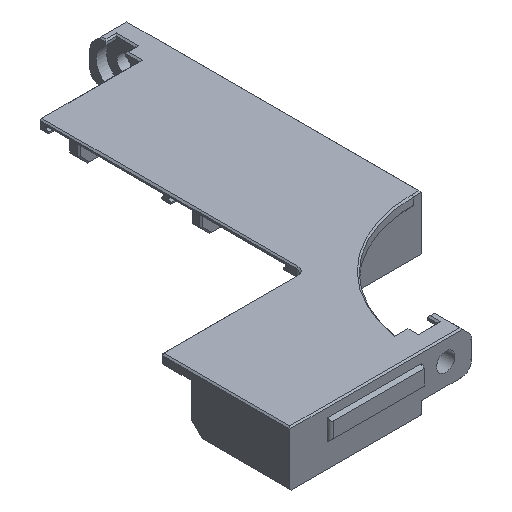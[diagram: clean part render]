
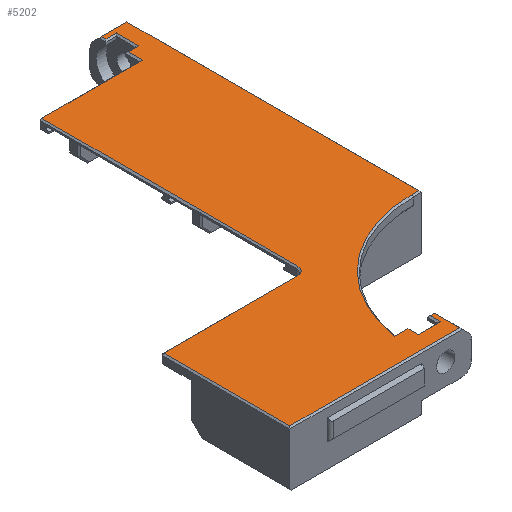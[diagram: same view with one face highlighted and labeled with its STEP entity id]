
A CAD part, isometric view. The second image highlights one B-rep face of the part: STEP entity #5202.
In plain terms, the highlighted planar face has unit normal (0, 0, 1).
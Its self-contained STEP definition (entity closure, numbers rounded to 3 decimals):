
#317=CIRCLE('',#5477,37.9);
#318=CIRCLE('',#5483,2.4);
#375=FACE_OUTER_BOUND('',#639,.T.);
#639=EDGE_LOOP('',(#3518,#3519,#3520,#3521,#3522,#3523,#3524,#3525,#3526,
#3527,#3528,#3529,#3530,#3531,#3532,#3533,#3534,#3535,#3536,#3537,#3538,
#3539));
#903=LINE('',#7132,#1580);
#909=LINE('',#7145,#1586);
#913=LINE('',#7154,#1590);
#915=LINE('',#7158,#1592);
#919=LINE('',#7175,#1596);
#922=LINE('',#7179,#1599);
#924=LINE('',#7182,#1601);
#925=LINE('',#7185,#1602);
#930=LINE('',#7195,#1607);
#931=LINE('',#7197,#1608);
#932=LINE('',#7199,#1609);
#933=LINE('',#7201,#1610);
#934=LINE('',#7203,#1611);
#935=LINE('',#7205,#1612);
#936=LINE('',#7207,#1613);
#937=LINE('',#7209,#1614);
#938=LINE('',#7213,#1615);
#939=LINE('',#7215,#1616);
#940=LINE('',#7217,#1617);
#941=LINE('',#7218,#1618);
#1580=VECTOR('',#5801,10.);
#1586=VECTOR('',#5809,10.);
#1590=VECTOR('',#5815,10.);
#1592=VECTOR('',#5819,10.);
#1596=VECTOR('',#5831,10.);
#1599=VECTOR('',#5836,10.);
#1601=VECTOR('',#5840,10.);
#1602=VECTOR('',#5843,10.);
#1607=VECTOR('',#5850,10.);
#1608=VECTOR('',#5851,10.);
#1609=VECTOR('',#5852,10.);
#1610=VECTOR('',#5853,10.);
#1611=VECTOR('',#5854,10.);
#1612=VECTOR('',#5855,10.);
#1613=VECTOR('',#5856,25.4);
#1614=VECTOR('',#5857,10.);
#1615=VECTOR('',#5860,10.);
#1616=VECTOR('',#5861,10.);
#1617=VECTOR('',#5862,10.);
#1618=VECTOR('',#5863,10.);
#2257=VERTEX_POINT('',#7130);
#2258=VERTEX_POINT('',#7131);
#2263=VERTEX_POINT('',#7142);
#2264=VERTEX_POINT('',#7144);
#2267=VERTEX_POINT('',#7151);
#2268=VERTEX_POINT('',#7153);
#2269=VERTEX_POINT('',#7157);
#2272=VERTEX_POINT('',#7165);
#2274=VERTEX_POINT('',#7174);
#2275=VERTEX_POINT('',#7184);
#2279=VERTEX_POINT('',#7194);
#2280=VERTEX_POINT('',#7196);
#2281=VERTEX_POINT('',#7198);
#2282=VERTEX_POINT('',#7200);
#2283=VERTEX_POINT('',#7202);
#2284=VERTEX_POINT('',#7204);
#2285=VERTEX_POINT('',#7206);
#2286=VERTEX_POINT('',#7208);
#2287=VERTEX_POINT('',#7210);
#2288=VERTEX_POINT('',#7212);
#2289=VERTEX_POINT('',#7214);
#2290=VERTEX_POINT('',#7216);
#2740=EDGE_CURVE('',#2257,#2258,#903,.T.);
#2746=EDGE_CURVE('',#2263,#2264,#909,.T.);
#2750=EDGE_CURVE('',#2267,#2268,#913,.T.);
#2752=EDGE_CURVE('',#2268,#2269,#915,.T.);
#2756=EDGE_CURVE('',#2269,#2272,#317,.T.);
#2759=EDGE_CURVE('',#2272,#2274,#919,.T.);
#2762=EDGE_CURVE('',#2274,#2263,#922,.T.);
#2764=EDGE_CURVE('',#2264,#2257,#924,.T.);
#2765=EDGE_CURVE('',#2258,#2275,#925,.T.);
#2770=EDGE_CURVE('',#2279,#2267,#930,.T.);
#2771=EDGE_CURVE('',#2280,#2279,#931,.T.);
#2772=EDGE_CURVE('',#2281,#2280,#932,.T.);
#2773=EDGE_CURVE('',#2282,#2281,#933,.T.);
#2774=EDGE_CURVE('',#2283,#2282,#934,.T.);
#2775=EDGE_CURVE('',#2284,#2283,#935,.T.);
#2776=EDGE_CURVE('',#2284,#2285,#936,.T.);
#2777=EDGE_CURVE('',#2286,#2285,#937,.T.);
#2778=EDGE_CURVE('',#2287,#2286,#318,.T.);
#2779=EDGE_CURVE('',#2288,#2287,#938,.T.);
#2780=EDGE_CURVE('',#2289,#2288,#939,.T.);
#2781=EDGE_CURVE('',#2290,#2289,#940,.T.);
#2782=EDGE_CURVE('',#2275,#2290,#941,.T.);
#3518=ORIENTED_EDGE('',*,*,#2740,.F.);
#3519=ORIENTED_EDGE('',*,*,#2764,.F.);
#3520=ORIENTED_EDGE('',*,*,#2746,.F.);
#3521=ORIENTED_EDGE('',*,*,#2762,.F.);
#3522=ORIENTED_EDGE('',*,*,#2759,.F.);
#3523=ORIENTED_EDGE('',*,*,#2756,.F.);
#3524=ORIENTED_EDGE('',*,*,#2752,.F.);
#3525=ORIENTED_EDGE('',*,*,#2750,.F.);
#3526=ORIENTED_EDGE('',*,*,#2770,.F.);
#3527=ORIENTED_EDGE('',*,*,#2771,.F.);
#3528=ORIENTED_EDGE('',*,*,#2772,.F.);
#3529=ORIENTED_EDGE('',*,*,#2773,.F.);
#3530=ORIENTED_EDGE('',*,*,#2774,.F.);
#3531=ORIENTED_EDGE('',*,*,#2775,.F.);
#3532=ORIENTED_EDGE('',*,*,#2776,.T.);
#3533=ORIENTED_EDGE('',*,*,#2777,.F.);
#3534=ORIENTED_EDGE('',*,*,#2778,.F.);
#3535=ORIENTED_EDGE('',*,*,#2779,.F.);
#3536=ORIENTED_EDGE('',*,*,#2780,.F.);
#3537=ORIENTED_EDGE('',*,*,#2781,.F.);
#3538=ORIENTED_EDGE('',*,*,#2782,.F.);
#3539=ORIENTED_EDGE('',*,*,#2765,.F.);
#4968=PLANE('',#5482);
#5202=ADVANCED_FACE('',(#375),#4968,.F.);
#5477=AXIS2_PLACEMENT_3D('',#7166,#5826,#5827);
#5482=AXIS2_PLACEMENT_3D('',#7193,#5848,#5849);
#5483=AXIS2_PLACEMENT_3D('',#7211,#5858,#5859);
#5801=DIRECTION('',(1.,0.,0.));
#5809=DIRECTION('',(1.,0.,0.));
#5815=DIRECTION('',(0.,-1.,0.));
#5819=DIRECTION('',(-1.,0.,0.));
#5826=DIRECTION('center_axis',(0.,0.,1.));
#5827=DIRECTION('ref_axis',(-1.,0.,0.));
#5831=DIRECTION('',(1.,0.,0.));
#5836=DIRECTION('',(0.,-1.,0.));
#5840=DIRECTION('',(0.,1.,0.));
#5843=DIRECTION('',(0.,-1.,0.));
#5848=DIRECTION('center_axis',(0.,0.,-1.));
#5849=DIRECTION('ref_axis',(0.,-1.,0.));
#5850=DIRECTION('',(1.,0.,0.));
#5851=DIRECTION('',(0.,1.,0.));
#5852=DIRECTION('',(-1.,0.,0.));
#5853=DIRECTION('',(0.,1.,0.));
#5854=DIRECTION('',(1.,0.,0.));
#5855=DIRECTION('',(0.,1.,0.));
#5856=DIRECTION('',(-1.,0.,0.));
#5857=DIRECTION('',(0.,1.,0.));
#5858=DIRECTION('center_axis',(0.,0.,1.));
#5859=DIRECTION('ref_axis',(0.707,-0.707,0.));
#5860=DIRECTION('',(1.,0.,0.));
#5861=DIRECTION('',(0.707,0.707,0.));
#5862=DIRECTION('',(0.,1.,0.));
#5863=DIRECTION('',(-1.,0.,0.));
#7130=CARTESIAN_POINT('',(229.57,-310.085,6.1));
#7131=CARTESIAN_POINT('',(230.77,-310.085,6.1));
#7132=CARTESIAN_POINT('',(225.556,-310.085,6.1));
#7142=CARTESIAN_POINT('',(223.17,-313.085,6.1));
#7144=CARTESIAN_POINT('',(229.57,-313.085,6.1));
#7145=CARTESIAN_POINT('',(197.522,-313.085,6.1));
#7151=CARTESIAN_POINT('',(258.935,-193.9,6.1));
#7153=CARTESIAN_POINT('',(258.935,-277.435,6.1));
#7154=CARTESIAN_POINT('',(258.935,-198.994,6.1));
#7157=CARTESIAN_POINT('',(256.985,-277.435,6.1));
#7158=CARTESIAN_POINT('',(224.485,-277.435,6.1));
#7165=CARTESIAN_POINT('',(219.45,-310.085,6.1));
#7166=CARTESIAN_POINT('Origin',(256.985,-315.335,6.1));
#7174=CARTESIAN_POINT('',(223.17,-310.085,6.1));
#7175=CARTESIAN_POINT('',(225.556,-310.085,6.1));
#7179=CARTESIAN_POINT('',(223.17,-260.794,6.1));
#7182=CARTESIAN_POINT('',(229.57,-260.794,6.1));
#7184=CARTESIAN_POINT('',(230.77,-317.285,6.1));
#7185=CARTESIAN_POINT('',(230.77,-308.341,6.1));
#7193=CARTESIAN_POINT('Origin',(224.485,-208.903,6.1));
#7194=CARTESIAN_POINT('',(251.735,-193.9,6.1));
#7195=CARTESIAN_POINT('',(249.991,-193.9,6.1));
#7196=CARTESIAN_POINT('',(251.735,-195.1,6.1));
#7197=CARTESIAN_POINT('',(251.735,-226.077,6.1));
#7198=CARTESIAN_POINT('',(254.735,-195.1,6.1));
#7199=CARTESIAN_POINT('',(251.272,-195.1,6.1));
#7200=CARTESIAN_POINT('',(254.735,-201.5,6.1));
#7201=CARTESIAN_POINT('',(254.735,-254.11,6.1));
#7202=CARTESIAN_POINT('',(251.735,-201.5,6.1));
#7203=CARTESIAN_POINT('',(251.272,-201.5,6.1));
#7204=CARTESIAN_POINT('',(251.735,-205.585,6.1));
#7205=CARTESIAN_POINT('',(251.735,-205.375,6.1));
#7206=CARTESIAN_POINT('',(222.885,-205.585,6.1));
#7207=CARTESIAN_POINT('',(223.085,-205.585,6.1));
#7208=CARTESIAN_POINT('',(222.885,-278.835,6.1));
#7209=CARTESIAN_POINT('',(222.885,-208.903,6.1));
#7210=CARTESIAN_POINT('',(220.485,-281.235,6.1));
#7211=CARTESIAN_POINT('Origin',(220.485,-278.835,6.1));
#7212=CARTESIAN_POINT('',(182.351,-281.235,6.1));
#7213=CARTESIAN_POINT('',(237.601,-281.235,6.1));
#7214=CARTESIAN_POINT('',(182.185,-281.401,6.1));
#7215=CARTESIAN_POINT('',(210.926,-252.66,6.1));
#7216=CARTESIAN_POINT('',(182.185,-317.285,6.1));
#7217=CARTESIAN_POINT('',(182.185,-245.869,6.1));
#7218=CARTESIAN_POINT('',(247.51,-317.285,6.1));
